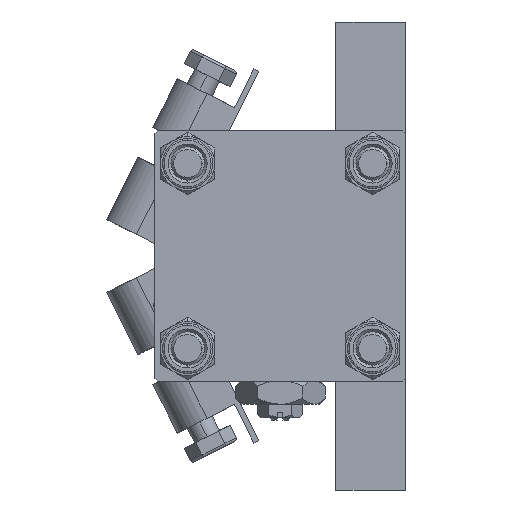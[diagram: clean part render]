
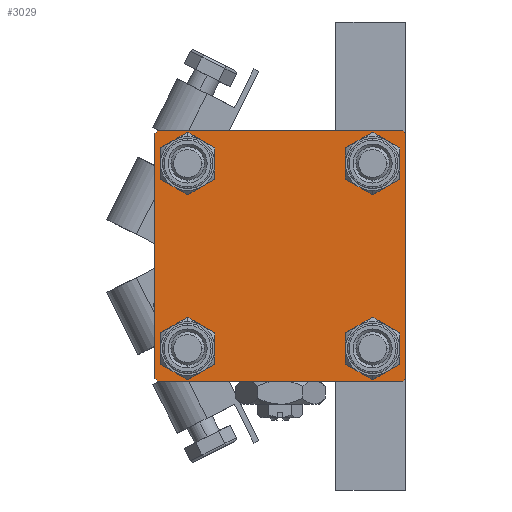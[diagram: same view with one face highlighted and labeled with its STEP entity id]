
A CAD part, left-side view. The second image highlights one B-rep face of the part: STEP entity #3029.
In plain terms, the highlighted planar face has unit normal (-1, 0, 0).
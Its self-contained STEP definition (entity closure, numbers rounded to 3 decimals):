
#1170 = EDGE_CURVE ( 'NONE', #27287, #41697, #35312, .T. ) ;
#1218 = DIRECTION ( 'NONE',  ( 0., 0., 1. ) ) ;
#1566 = PLANE ( 'NONE',  #17609 ) ;
#2191 = DIRECTION ( 'NONE',  ( 1., 0., 0. ) ) ;
#2309 = CARTESIAN_POINT ( 'NONE',  ( 0., 0., 0. ) ) ;
#2462 = ORIENTED_EDGE ( 'NONE', *, *, #19866, .T. ) ;
#2752 = DIRECTION ( 'NONE',  ( 1., 0., 0. ) ) ;
#3029 = ADVANCED_FACE ( 'NONE', ( #29765, #36735, #40599, #25936, #41595 ), #1566, .T. ) ;
#3040 = CARTESIAN_POINT ( 'NONE',  ( 0., 22.5, 22.5 ) ) ;
#3050 = LINE ( 'NONE', #49517, #44785 ) ;
#3432 = AXIS2_PLACEMENT_3D ( 'NONE', #8765, #35684, #31314 ) ;
#4394 = VECTOR ( 'NONE', #39179, 1000. ) ;
#5165 = AXIS2_PLACEMENT_3D ( 'NONE', #18623, #34247, #46051 ) ;
#5692 = ORIENTED_EDGE ( 'NONE', *, *, #21818, .T. ) ;
#5729 = CARTESIAN_POINT ( 'NONE',  ( 0., -22.25, 22.25 ) ) ;
#5759 = DIRECTION ( 'NONE',  ( 0., -0.707, -0.707 ) ) ;
#5937 = VECTOR ( 'NONE', #5759, 1000. ) ;
#5987 = ORIENTED_EDGE ( 'NONE', *, *, #25917, .T. ) ;
#6140 = CARTESIAN_POINT ( 'NONE',  ( 0., 22.5, -22. ) ) ;
#6679 = EDGE_CURVE ( 'NONE', #20977, #41357, #3050, .T. ) ;
#6737 = EDGE_CURVE ( 'NONE', #41357, #31390, #37114, .T. ) ;
#6871 = DIRECTION ( 'NONE',  ( 0., 0., 1. ) ) ;
#7256 = ORIENTED_EDGE ( 'NONE', *, *, #17688, .T. ) ;
#8345 = DIRECTION ( 'NONE',  ( 0., 0., 1. ) ) ;
#8354 = AXIS2_PLACEMENT_3D ( 'NONE', #35429, #12106, #43145 ) ;
#8619 = CARTESIAN_POINT ( 'NONE',  ( 0., 16.6, -16.6 ) ) ;
#8765 = CARTESIAN_POINT ( 'NONE',  ( 0., 16.6, -16.6 ) ) ;
#8842 = CARTESIAN_POINT ( 'NONE',  ( 0., 16.6, -20.1 ) ) ;
#9448 = ORIENTED_EDGE ( 'NONE', *, *, #50141, .T. ) ;
#9631 = LINE ( 'NONE', #10383, #5937 ) ;
#9917 = DIRECTION ( 'NONE',  ( 0., 0., 1. ) ) ;
#10022 = CIRCLE ( 'NONE', #8354, 3.5 ) ;
#10383 = CARTESIAN_POINT ( 'NONE',  ( 0., 22.25, -22.25 ) ) ;
#10485 = CARTESIAN_POINT ( 'NONE',  ( 0., -16.6, 16.6 ) ) ;
#10727 = CARTESIAN_POINT ( 'NONE',  ( 0., 22.5, 22.5 ) ) ;
#11138 = VERTEX_POINT ( 'NONE', #46064 ) ;
#12106 = DIRECTION ( 'NONE',  ( 1., 0., 0. ) ) ;
#12537 = DIRECTION ( 'NONE',  ( 0., 0., 1. ) ) ;
#13376 = AXIS2_PLACEMENT_3D ( 'NONE', #20237, #39984, #12537 ) ;
#13735 = CIRCLE ( 'NONE', #31725, 3.5 ) ;
#13941 = VERTEX_POINT ( 'NONE', #19902 ) ;
#14198 = ORIENTED_EDGE ( 'NONE', *, *, #16626, .T. ) ;
#14368 = DIRECTION ( 'NONE',  ( 0., -1., 0. ) ) ;
#14559 = ORIENTED_EDGE ( 'NONE', *, *, #17267, .F. ) ;
#14732 = VECTOR ( 'NONE', #41391, 1000. ) ;
#16399 = EDGE_CURVE ( 'NONE', #18372, #29258, #33832, .T. ) ;
#16626 = EDGE_CURVE ( 'NONE', #50499, #45580, #40089, .T. ) ;
#16646 = ORIENTED_EDGE ( 'NONE', *, *, #32287, .T. ) ;
#17267 = EDGE_CURVE ( 'NONE', #11138, #31390, #27289, .T. ) ;
#17609 = AXIS2_PLACEMENT_3D ( 'NONE', #2309, #24953, #29037 ) ;
#17688 = EDGE_CURVE ( 'NONE', #46025, #30221, #25586, .T. ) ;
#17707 = EDGE_CURVE ( 'NONE', #45580, #50499, #10022, .T. ) ;
#18313 = CARTESIAN_POINT ( 'NONE',  ( 0., -16.6, -20.1 ) ) ;
#18372 = VERTEX_POINT ( 'NONE', #29784 ) ;
#18623 = CARTESIAN_POINT ( 'NONE',  ( 0., 16.6, 16.6 ) ) ;
#18747 = EDGE_CURVE ( 'NONE', #47025, #34710, #21528, .T. ) ;
#19866 = EDGE_CURVE ( 'NONE', #30221, #46025, #41225, .T. ) ;
#19902 = CARTESIAN_POINT ( 'NONE',  ( 0., -16.6, 13.1 ) ) ;
#20133 = CARTESIAN_POINT ( 'NONE',  ( 0., -22., 22.5 ) ) ;
#20237 = CARTESIAN_POINT ( 'NONE',  ( 0., 16.6, 16.6 ) ) ;
#20505 = DIRECTION ( 'NONE',  ( 1., 0., 0. ) ) ;
#20943 = EDGE_LOOP ( 'NONE', ( #28431, #9448 ) ) ;
#20977 = VERTEX_POINT ( 'NONE', #26259 ) ;
#21528 = CIRCLE ( 'NONE', #13376, 3.5 ) ;
#21741 = CARTESIAN_POINT ( 'NONE',  ( 0., -22.25, -22.25 ) ) ;
#21818 = EDGE_CURVE ( 'NONE', #41697, #20977, #9631, .T. ) ;
#21919 = ORIENTED_EDGE ( 'NONE', *, *, #6737, .T. ) ;
#22561 = DIRECTION ( 'NONE',  ( 0., -1., 0. ) ) ;
#23446 = EDGE_CURVE ( 'NONE', #18372, #27287, #33786, .T. ) ;
#24461 = ORIENTED_EDGE ( 'NONE', *, *, #18747, .T. ) ;
#24483 = DIRECTION ( 'NONE',  ( 0., 0., -1. ) ) ;
#24953 = DIRECTION ( 'NONE',  ( -1., 0., 0. ) ) ;
#25324 = CARTESIAN_POINT ( 'NONE',  ( 0., -16.6, 16.6 ) ) ;
#25362 = AXIS2_PLACEMENT_3D ( 'NONE', #39734, #20505, #1218 ) ;
#25586 = CIRCLE ( 'NONE', #3432, 3.5 ) ;
#25601 = DIRECTION ( 'NONE',  ( 0., 0.707, -0.707 ) ) ;
#25917 = EDGE_CURVE ( 'NONE', #11138, #29258, #32914, .T. ) ;
#25936 = FACE_BOUND ( 'NONE', #43951, .T. ) ;
#26259 = CARTESIAN_POINT ( 'NONE',  ( 0., 22., -22.5 ) ) ;
#26423 = CARTESIAN_POINT ( 'NONE',  ( 0., -16.6, -13.1 ) ) ;
#27287 = VERTEX_POINT ( 'NONE', #43361 ) ;
#27289 = LINE ( 'NONE', #48077, #34563 ) ;
#28192 = ORIENTED_EDGE ( 'NONE', *, *, #1170, .T. ) ;
#28431 = ORIENTED_EDGE ( 'NONE', *, *, #31001, .T. ) ;
#29037 = DIRECTION ( 'NONE',  ( 0., 0., 1. ) ) ;
#29258 = VERTEX_POINT ( 'NONE', #20133 ) ;
#29765 = FACE_BOUND ( 'NONE', #20943, .T. ) ;
#29784 = CARTESIAN_POINT ( 'NONE',  ( 0., 22., 22.5 ) ) ;
#30221 = VERTEX_POINT ( 'NONE', #8842 ) ;
#30277 = CARTESIAN_POINT ( 'NONE',  ( 0., 16.6, 13.1 ) ) ;
#31001 = EDGE_CURVE ( 'NONE', #41049, #13941, #34550, .T. ) ;
#31314 = DIRECTION ( 'NONE',  ( 0., 0., 1. ) ) ;
#31390 = VERTEX_POINT ( 'NONE', #32376 ) ;
#31725 = AXIS2_PLACEMENT_3D ( 'NONE', #25324, #2191, #9917 ) ;
#32287 = EDGE_CURVE ( 'NONE', #34710, #47025, #46946, .T. ) ;
#32376 = CARTESIAN_POINT ( 'NONE',  ( 0., -22.5, -22. ) ) ;
#32914 = LINE ( 'NONE', #5729, #14732 ) ;
#33786 = LINE ( 'NONE', #48959, #40915 ) ;
#33832 = LINE ( 'NONE', #3040, #44193 ) ;
#34247 = DIRECTION ( 'NONE',  ( 1., 0., 0. ) ) ;
#34401 = CARTESIAN_POINT ( 'NONE',  ( 0., -22., -22.5 ) ) ;
#34451 = CARTESIAN_POINT ( 'NONE',  ( 0., 16.6, -13.1 ) ) ;
#34550 = CIRCLE ( 'NONE', #45232, 3.5 ) ;
#34563 = VECTOR ( 'NONE', #24483, 1000. ) ;
#34710 = VERTEX_POINT ( 'NONE', #30277 ) ;
#35312 = LINE ( 'NONE', #10727, #4394 ) ;
#35429 = CARTESIAN_POINT ( 'NONE',  ( 0., -16.6, -16.6 ) ) ;
#35538 = EDGE_LOOP ( 'NONE', ( #44655, #14198 ) ) ;
#35604 = CARTESIAN_POINT ( 'NONE',  ( 0., -16.6, 20.1 ) ) ;
#35684 = DIRECTION ( 'NONE',  ( 1., 0., 0. ) ) ;
#36735 = FACE_BOUND ( 'NONE', #35538, .T. ) ;
#37114 = LINE ( 'NONE', #21741, #43123 ) ;
#38129 = ORIENTED_EDGE ( 'NONE', *, *, #16399, .F. ) ;
#39179 = DIRECTION ( 'NONE',  ( 0., 0., -1. ) ) ;
#39734 = CARTESIAN_POINT ( 'NONE',  ( 0., -16.6, -16.6 ) ) ;
#39984 = DIRECTION ( 'NONE',  ( 1., 0., 0. ) ) ;
#40089 = CIRCLE ( 'NONE', #25362, 3.5 ) ;
#40093 = EDGE_LOOP ( 'NONE', ( #7256, #2462 ) ) ;
#40352 = AXIS2_PLACEMENT_3D ( 'NONE', #8619, #47867, #8345 ) ;
#40599 = FACE_BOUND ( 'NONE', #40093, .T. ) ;
#40915 = VECTOR ( 'NONE', #25601, 1000. ) ;
#41049 = VERTEX_POINT ( 'NONE', #35604 ) ;
#41225 = CIRCLE ( 'NONE', #40352, 3.5 ) ;
#41357 = VERTEX_POINT ( 'NONE', #34401 ) ;
#41391 = DIRECTION ( 'NONE',  ( 0., 0.707, 0.707 ) ) ;
#41396 = ORIENTED_EDGE ( 'NONE', *, *, #6679, .T. ) ;
#41595 = FACE_OUTER_BOUND ( 'NONE', #48137, .T. ) ;
#41697 = VERTEX_POINT ( 'NONE', #6140 ) ;
#43123 = VECTOR ( 'NONE', #44340, 1000. ) ;
#43145 = DIRECTION ( 'NONE',  ( 0., 0., 1. ) ) ;
#43361 = CARTESIAN_POINT ( 'NONE',  ( 0., 22.5, 22. ) ) ;
#43951 = EDGE_LOOP ( 'NONE', ( #24461, #16646 ) ) ;
#44193 = VECTOR ( 'NONE', #22561, 1000. ) ;
#44340 = DIRECTION ( 'NONE',  ( 0., -0.707, 0.707 ) ) ;
#44655 = ORIENTED_EDGE ( 'NONE', *, *, #17707, .T. ) ;
#44785 = VECTOR ( 'NONE', #14368, 1000. ) ;
#45232 = AXIS2_PLACEMENT_3D ( 'NONE', #10485, #2752, #6871 ) ;
#45580 = VERTEX_POINT ( 'NONE', #26423 ) ;
#46025 = VERTEX_POINT ( 'NONE', #34451 ) ;
#46051 = DIRECTION ( 'NONE',  ( 0., 0., 1. ) ) ;
#46064 = CARTESIAN_POINT ( 'NONE',  ( 0., -22.5, 22. ) ) ;
#46946 = CIRCLE ( 'NONE', #5165, 3.5 ) ;
#47025 = VERTEX_POINT ( 'NONE', #49637 ) ;
#47867 = DIRECTION ( 'NONE',  ( 1., 0., 0. ) ) ;
#48077 = CARTESIAN_POINT ( 'NONE',  ( 0., -22.5, 22.5 ) ) ;
#48137 = EDGE_LOOP ( 'NONE', ( #28192, #5692, #41396, #21919, #14559, #5987, #38129, #50538 ) ) ;
#48959 = CARTESIAN_POINT ( 'NONE',  ( 0., 22.25, 22.25 ) ) ;
#49517 = CARTESIAN_POINT ( 'NONE',  ( 0., 22.5, -22.5 ) ) ;
#49637 = CARTESIAN_POINT ( 'NONE',  ( 0., 16.6, 20.1 ) ) ;
#50141 = EDGE_CURVE ( 'NONE', #13941, #41049, #13735, .T. ) ;
#50499 = VERTEX_POINT ( 'NONE', #18313 ) ;
#50538 = ORIENTED_EDGE ( 'NONE', *, *, #23446, .T. ) ;
